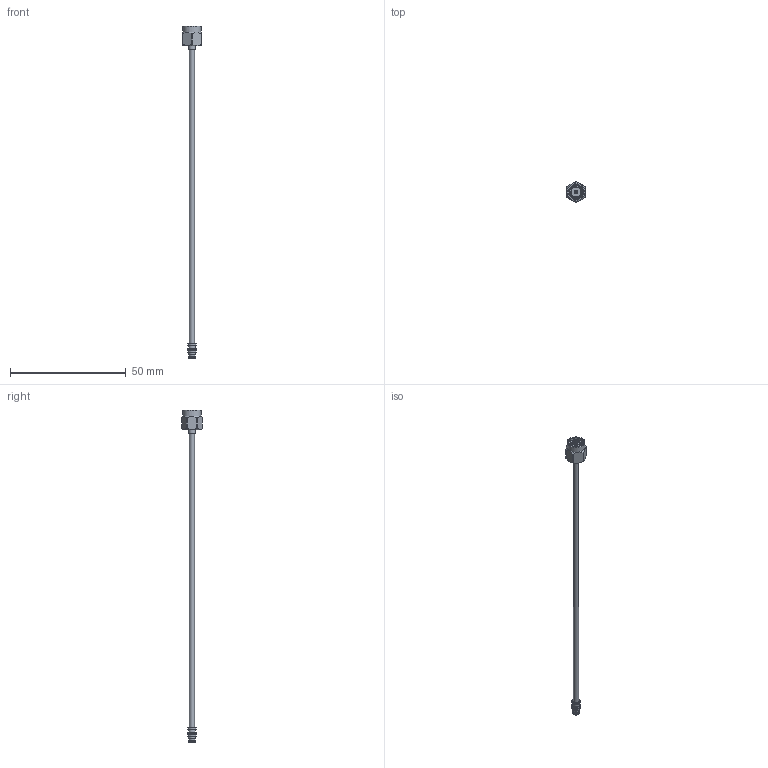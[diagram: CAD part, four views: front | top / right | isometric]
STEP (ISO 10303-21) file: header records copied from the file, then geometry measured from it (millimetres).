
FILE_DESCRIPTION (( 'STEP AP203' ), '1' );
FILE_NAME ('PE3C7882_3D.step', '2021-07-23T15:29:18', ( '' ), ( '' ), 'SwSTEP 2.0', 'SolidWorks 2021', '' );
FILE_SCHEMA (( 'CONFIG_CONTROL_DESIGN' ));
Length unit declared in the file: inch
Products named in the file (4): PE-SR405TN^PE3C7882_PE-SR405AL; PE44786^PE3C7882; PE4005^PE3C7882; PE3C7882_3D
Assembly tree (3 placements, depth 2):
  PE3C7882_3D
    PE-SR405TN^PE3C7882_PE-SR405AL
    PE4005^PE3C7882
    PE44786^PE3C7882
Bounding box: 8 x 9.02 x 143.66 mm (x, y, z)
Volume: 864.1 mm3; surface area: 1537.7 mm2
Topology: 3 solids, 3 shells, 109 faces, 251 edges, 163 vertices
Faces by surface type: plane 42, cylinder 36, cone 20, torus 8, bspline 3
Full cylindrical faces by diameter (mm): 0.381 x1, 0.508 x1, 0.635 x1, 0.94 x1, 1.448 x1, 2.057 x1, 2.184 x1, 2.261 x1, 2.286 x1, 2.565 x1, 2.822 x1, 2.996 x1, 2.997 x1, 3.516 x3, 4.572 x1, 6.35 x1, 6.623 x1, 7.812 x1
Entity records: 4375 total; most frequent: CARTESIAN_POINT 1715, DIRECTION 482, ORIENTED_EDGE 410, AXIS2_PLACEMENT_3D 211, EDGE_CURVE 205, EDGE_LOOP 157, VERTEX_POINT 150, FACE_OUTER_BOUND 132
